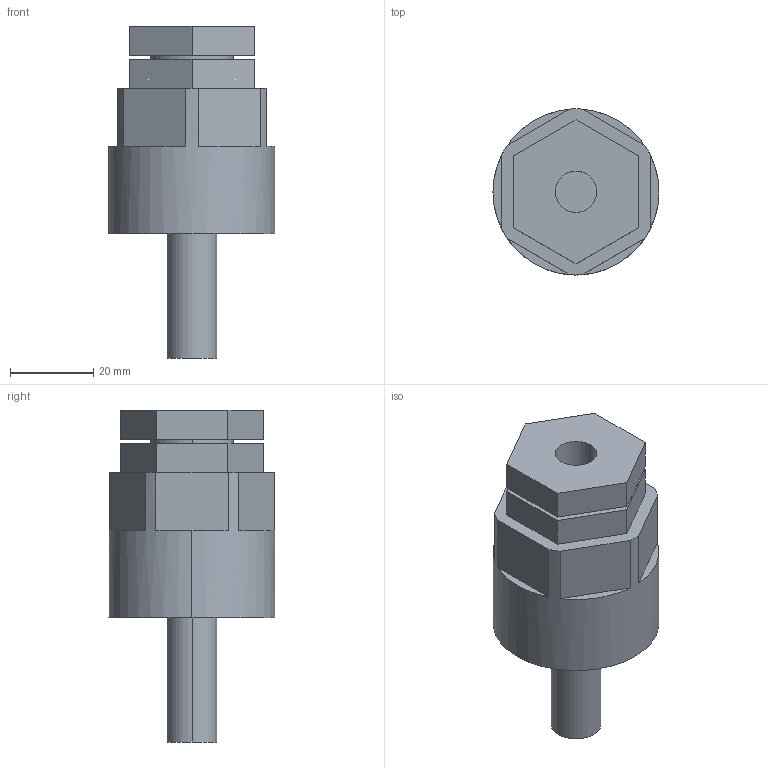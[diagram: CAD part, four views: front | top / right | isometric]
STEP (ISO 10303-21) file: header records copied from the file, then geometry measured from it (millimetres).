
FILE_DESCRIPTION (( 'STEP AP203' ), '1' );
FILE_NAME ('bj330-12050.STEP', '2021-10-25T01:22:13', ( '' ), ( '' ), 'SwSTEP 2.0', 'SolidWorks 2020', '' );
FILE_SCHEMA (( 'CONFIG_CONTROL_DESIGN' ));
Length unit declared in the file: millimetre
Products named in the file (3): bj330-12050_02; bj330-12050_01; bj330-12050
Assembly tree (2 placements, depth 2):
  bj330-12050
    bj330-12050_01
    bj330-12050_02
Bounding box: 40 x 40 x 80 mm (x, y, z)
Volume: 55057.3 mm3; surface area: 15843.4 mm2
Topology: 2 solids, 2 shells, 43 faces, 102 edges, 68 vertices
Faces by surface type: plane 33, cylinder 10
Entity records: 1553 total; most frequent: DIRECTION 230, CARTESIAN_POINT 218, ORIENTED_EDGE 204, EDGE_CURVE 102, AXIS2_PLACEMENT_3D 80, LINE 70, VECTOR 70, VERTEX_POINT 68
